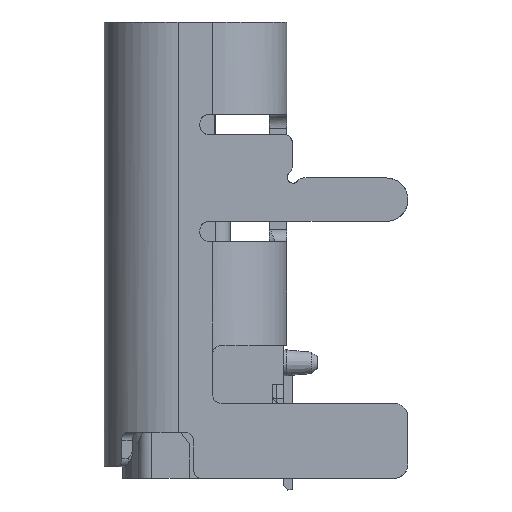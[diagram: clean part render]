
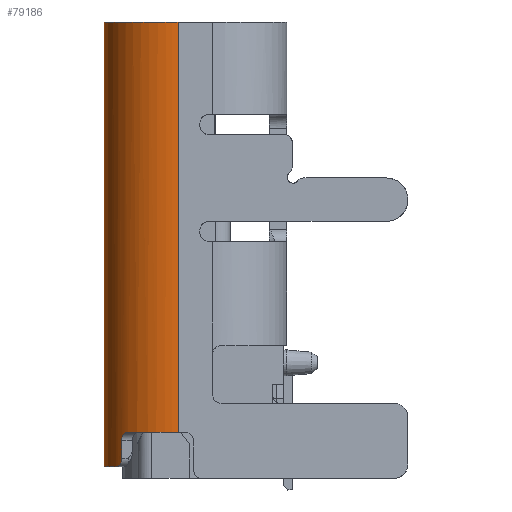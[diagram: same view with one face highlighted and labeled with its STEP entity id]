
A CAD part, left-side view. The second image highlights one B-rep face of the part: STEP entity #79186.
In plain terms, the highlighted cylindrical face has radius 1.28 mm (diameter 2.56 mm), a partial arc.
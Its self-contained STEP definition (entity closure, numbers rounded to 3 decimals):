
#476 = CARTESIAN_POINT ( 'NONE',  ( -3.623, 1.505, 4.65 ) ) ;
#4370 = CARTESIAN_POINT ( 'NONE',  ( -4.019, 1.276, -2.6 ) ) ;
#6163 = VERTEX_POINT ( 'NONE', #67839 ) ;
#8179 = B_SPLINE_CURVE_WITH_KNOTS ( 'NONE', 3,
 ( #44874, #17960, #26907, #106949, #53831, #476, #62802, #9432, #71651, #18325, #80563, #27269, #89544, #36236, #98436, #45246, #107344, #54199 ),
 .UNSPECIFIED., .F., .F.,
 ( 4, 1, 1, 2, 2, 2, 1, 1, 2, 2, 4 ),
 ( 0., 0.125, 0.188, 0.219, 0.25, 0.5, 0.625, 0.688, 0.719, 0.75, 1. ),
 .UNSPECIFIED. ) ;
#8506 = CARTESIAN_POINT ( 'NONE',  ( -3.19, 1.58, -3.05 ) ) ;
#9432 = CARTESIAN_POINT ( 'NONE',  ( -3.825, 1.426, 4.65 ) ) ;
#11040 = ORIENTED_EDGE ( 'NONE', *, *, #47203, .T. ) ;
#12973 = CARTESIAN_POINT ( 'NONE',  ( -4.323, 0.916, -2.45 ) ) ;
#14739 = CARTESIAN_POINT ( 'NONE',  ( -3.93, 1.346, -3.05 ) ) ;
#17420 = CARTESIAN_POINT ( 'NONE',  ( -3.686, 1.506, -3.05 ) ) ;
#17960 = CARTESIAN_POINT ( 'NONE',  ( -3.271, 1.58, 4.65 ) ) ;
#17996 = CARTESIAN_POINT ( 'NONE',  ( -3.19, 1.58, -2.45 ) ) ;
#18325 = CARTESIAN_POINT ( 'NONE',  ( -4.157, 1.143, 4.65 ) ) ;
#21495 = CARTESIAN_POINT ( 'NONE',  ( -4.129, 1.17, -2.45 ) ) ;
#21877 = CARTESIAN_POINT ( 'NONE',  ( -4.47, 0.46, -2.45 ) ) ;
#23243 = VERTEX_POINT ( 'NONE', #113504 ) ;
#23806 = EDGE_CURVE ( 'NONE', #6163, #24758, #57575, .T. ) ;
#23891 = CARTESIAN_POINT ( 'NONE',  ( -3.894, 1.369, -3.05 ) ) ;
#24290 = B_SPLINE_CURVE_WITH_KNOTS ( 'NONE', 3,
 ( #85979, #14739, #103763, #50640, #112709, #59607 ),
 .UNSPECIFIED., .F., .F.,
 ( 4, 2, 4 ),
 ( 0., 0.5, 1. ),
 .UNSPECIFIED. ) ;
#24758 = VERTEX_POINT ( 'NONE', #4370 ) ;
#25271 = DIRECTION ( 'NONE',  ( 1., 0., 0. ) ) ;
#26907 = CARTESIAN_POINT ( 'NONE',  ( -3.391, 1.569, 4.65 ) ) ;
#27269 = CARTESIAN_POINT ( 'NONE',  ( -4.316, 0.911, 4.65 ) ) ;
#28032 = EDGE_CURVE ( 'NONE', #68898, #100734, #111420, .T. ) ;
#30203 = CARTESIAN_POINT ( 'NONE',  ( -4.075, 1.226, -2.465 ) ) ;
#32227 = CYLINDRICAL_SURFACE ( 'NONE', #47467, 1.28 ) ;
#33850 = B_SPLINE_CURVE_WITH_KNOTS ( 'NONE', 3,
 ( #8506, #61886, #17420, #79666 ),
 .UNSPECIFIED., .F., .F.,
 ( 4, 4 ),
 ( 0., 1. ),
 .UNSPECIFIED. ) ;
#36236 = CARTESIAN_POINT ( 'NONE',  ( -4.363, 0.812, 4.65 ) ) ;
#39173 = CARTESIAN_POINT ( 'NONE',  ( -4.129, 1.17, -2.45 ) ) ;
#40790 = ORIENTED_EDGE ( 'NONE', *, *, #54353, .T. ) ;
#42325 = EDGE_CURVE ( 'NONE', #75703, #6163, #24290, .T. ) ;
#42703 = CARTESIAN_POINT ( 'NONE',  ( -4.019, 1.276, 0. ) ) ;
#42850 = ORIENTED_EDGE ( 'NONE', *, *, #95038, .T. ) ;
#44874 = CARTESIAN_POINT ( 'NONE',  ( -3.19, 1.58, 4.65 ) ) ;
#45246 = CARTESIAN_POINT ( 'NONE',  ( -4.44, 0.621, 4.65 ) ) ;
#47203 = EDGE_CURVE ( 'NONE', #68898, #75703, #33850, .T. ) ;
#47467 = AXIS2_PLACEMENT_3D ( 'NONE', #51830, #78597, #25271 ) ;
#47494 = DIRECTION ( 'NONE',  ( 0., 0., 1. ) ) ;
#47782 = CARTESIAN_POINT ( 'NONE',  ( -4.019, 1.276, -2.6 ) ) ;
#48328 = ORIENTED_EDGE ( 'NONE', *, *, #50977, .F. ) ;
#50640 = CARTESIAN_POINT ( 'NONE',  ( -4.007, 1.286, -2.979 ) ) ;
#50977 = EDGE_CURVE ( 'NONE', #100734, #57251, #8179, .T. ) ;
#51672 = DIRECTION ( 'NONE',  ( 0., 0., 1. ) ) ;
#51830 = CARTESIAN_POINT ( 'NONE',  ( -3.19, 0.3, 0. ) ) ;
#53831 = CARTESIAN_POINT ( 'NONE',  ( -3.585, 1.518, 4.65 ) ) ;
#54199 = CARTESIAN_POINT ( 'NONE',  ( -4.47, 0.3, 4.65 ) ) ;
#54215 = LINE ( 'NONE', #91770, #75053 ) ;
#54353 = EDGE_CURVE ( 'NONE', #24758, #23243, #104220, .T. ) ;
#57251 = VERTEX_POINT ( 'NONE', #61273 ) ;
#57575 = LINE ( 'NONE', #42703, #104727 ) ;
#57680 = CARTESIAN_POINT ( 'NONE',  ( -3.19, 1.58, 4.65 ) ) ;
#59607 = CARTESIAN_POINT ( 'NONE',  ( -4.019, 1.276, -2.9 ) ) ;
#60456 = ORIENTED_EDGE ( 'NONE', *, *, #23806, .T. ) ;
#61273 = CARTESIAN_POINT ( 'NONE',  ( -4.47, 0.3, 4.65 ) ) ;
#61558 = FACE_OUTER_BOUND ( 'NONE', #74715, .T. ) ;
#61886 = CARTESIAN_POINT ( 'NONE',  ( -3.438, 1.58, -3.05 ) ) ;
#62802 = CARTESIAN_POINT ( 'NONE',  ( -3.641, 1.498, 4.65 ) ) ;
#65678 = CARTESIAN_POINT ( 'NONE',  ( -4.019, 1.275, -2.558 ) ) ;
#66681 = B_SPLINE_CURVE_WITH_KNOTS ( 'NONE', 3,
 ( #21495, #110560, #12973, #75256, #21877, #84196 ),
 .UNSPECIFIED., .F., .F.,
 ( 4, 2, 4 ),
 ( 0., 0.5, 1. ),
 .UNSPECIFIED. ) ;
#67839 = CARTESIAN_POINT ( 'NONE',  ( -4.019, 1.276, -2.9 ) ) ;
#68898 = VERTEX_POINT ( 'NONE', #80061 ) ;
#71651 = CARTESIAN_POINT ( 'NONE',  ( -3.971, 1.329, 4.65 ) ) ;
#74715 = EDGE_LOOP ( 'NONE', ( #106515, #42850, #48328, #87028, #11040, #99182, #60456, #40790 ) ) ;
#74750 = VERTEX_POINT ( 'NONE', #89496 ) ;
#75053 = VECTOR ( 'NONE', #47494, 1000. ) ;
#75256 = CARTESIAN_POINT ( 'NONE',  ( -4.44, 0.619, -2.45 ) ) ;
#75703 = VERTEX_POINT ( 'NONE', #23891 ) ;
#78597 = DIRECTION ( 'NONE',  ( 0., 0., 1. ) ) ;
#79186 = ADVANCED_FACE ( 'NONE', ( #61558 ), #32227, .T. ) ;
#79666 = CARTESIAN_POINT ( 'NONE',  ( -3.894, 1.369, -3.05 ) ) ;
#80061 = CARTESIAN_POINT ( 'NONE',  ( -3.19, 1.58, -3.05 ) ) ;
#80230 = DIRECTION ( 'NONE',  ( 0., 0., 1. ) ) ;
#80563 = CARTESIAN_POINT ( 'NONE',  ( -4.24, 1.042, 4.65 ) ) ;
#83514 = CARTESIAN_POINT ( 'NONE',  ( -4.031, 1.266, -2.523 ) ) ;
#84196 = CARTESIAN_POINT ( 'NONE',  ( -4.47, 0.3, -2.45 ) ) ;
#85946 = EDGE_CURVE ( 'NONE', #23243, #74750, #66681, .T. ) ;
#85979 = CARTESIAN_POINT ( 'NONE',  ( -3.894, 1.369, -3.05 ) ) ;
#87028 = ORIENTED_EDGE ( 'NONE', *, *, #28032, .F. ) ;
#89496 = CARTESIAN_POINT ( 'NONE',  ( -4.47, 0.3, -2.45 ) ) ;
#89544 = CARTESIAN_POINT ( 'NONE',  ( -4.345, 0.852, 4.65 ) ) ;
#91770 = CARTESIAN_POINT ( 'NONE',  ( -4.47, 0.3, 0. ) ) ;
#92457 = CARTESIAN_POINT ( 'NONE',  ( -4.1, 1.201, -2.45 ) ) ;
#95038 = EDGE_CURVE ( 'NONE', #74750, #57251, #54215, .T. ) ;
#98436 = CARTESIAN_POINT ( 'NONE',  ( -4.373, 0.79, 4.65 ) ) ;
#99182 = ORIENTED_EDGE ( 'NONE', *, *, #42325, .T. ) ;
#100734 = VERTEX_POINT ( 'NONE', #57680 ) ;
#103763 = CARTESIAN_POINT ( 'NONE',  ( -3.958, 1.324, -3.037 ) ) ;
#104220 = B_SPLINE_CURVE_WITH_KNOTS ( 'NONE', 3,
 ( #47782, #65678, #83514, #30203, #92457, #39173 ),
 .UNSPECIFIED., .F., .F.,
 ( 4, 2, 4 ),
 ( 0., 0.5, 1. ),
 .UNSPECIFIED. ) ;
#104727 = VECTOR ( 'NONE', #51672, 1000. ) ;
#106515 = ORIENTED_EDGE ( 'NONE', *, *, #85946, .T. ) ;
#106949 = CARTESIAN_POINT ( 'NONE',  ( -3.528, 1.536, 4.65 ) ) ;
#107344 = CARTESIAN_POINT ( 'NONE',  ( -4.47, 0.464, 4.65 ) ) ;
#110560 = CARTESIAN_POINT ( 'NONE',  ( -4.237, 1.053, -2.45 ) ) ;
#111420 = LINE ( 'NONE', #17996, #114192 ) ;
#112709 = CARTESIAN_POINT ( 'NONE',  ( -4.018, 1.276, -2.943 ) ) ;
#113504 = CARTESIAN_POINT ( 'NONE',  ( -4.129, 1.17, -2.45 ) ) ;
#114192 = VECTOR ( 'NONE', #80230, 1000. ) ;
